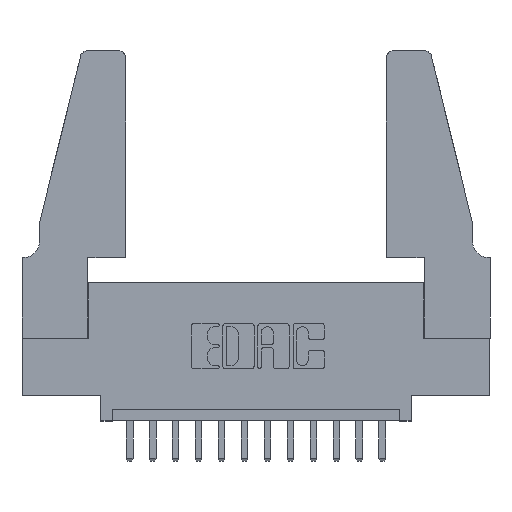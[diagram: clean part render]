
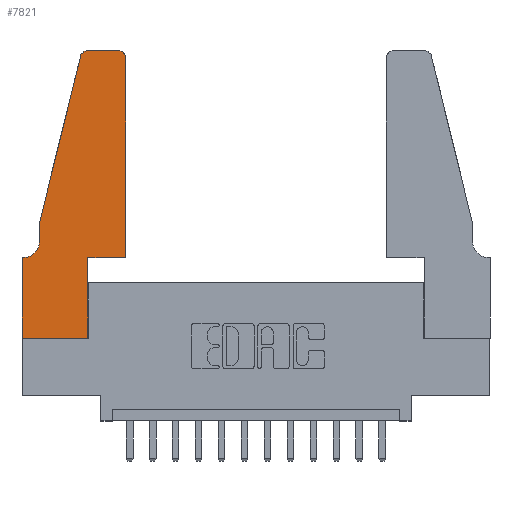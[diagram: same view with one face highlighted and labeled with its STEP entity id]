
A CAD part, top view. The second image highlights one B-rep face of the part: STEP entity #7821.
In plain terms, the highlighted planar face has unit normal (0, 0, 1).
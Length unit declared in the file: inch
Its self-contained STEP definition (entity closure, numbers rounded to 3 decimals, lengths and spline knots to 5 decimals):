
#299 = EDGE_CURVE ( 'NONE', #2090, #2709, #3316, .T. ) ;
#328 = CIRCLE ( 'NONE', #3226, 0.03 ) ;
#658 = EDGE_CURVE ( 'NONE', #14406, #11664, #11544, .T. ) ;
#682 = FACE_OUTER_BOUND ( 'NONE', #5040, .T. ) ;
#766 = VECTOR ( 'NONE', #3393, 39.37008 ) ;
#806 = DIRECTION ( 'NONE',  ( 0., 1., 0. ) ) ;
#884 = CARTESIAN_POINT ( 'NONE',  ( 0.284, 1.22, 0.37 ) ) ;
#1018 = EDGE_CURVE ( 'NONE', #8199, #13021, #11929, .T. ) ;
#1080 = CARTESIAN_POINT ( 'NONE',  ( 0.4505, 0.35, 0.37 ) ) ;
#1208 = VERTEX_POINT ( 'NONE', #10548 ) ;
#1284 = ORIENTED_EDGE ( 'NONE', *, *, #7553, .T. ) ;
#1321 = CARTESIAN_POINT ( 'NONE',  ( 0.284, 1.25, 0.37 ) ) ;
#1499 = DIRECTION ( 'NONE',  ( 0., 0., 1. ) ) ;
#1557 = CARTESIAN_POINT ( 'NONE',  ( 0.4205, 1.22, 0.37 ) ) ;
#1661 = EDGE_CURVE ( 'NONE', #11664, #14740, #15219, .T. ) ;
#1662 = CARTESIAN_POINT ( 'NONE',  ( 0.2865, 0.35, 0.37 ) ) ;
#1930 = ORIENTED_EDGE ( 'NONE', *, *, #7826, .T. ) ;
#2028 = CARTESIAN_POINT ( 'NONE',  ( 0.2865, 0.35, 0.37 ) ) ;
#2090 = VERTEX_POINT ( 'NONE', #1662 ) ;
#2180 = DIRECTION ( 'NONE',  ( 0., 0., 1. ) ) ;
#2246 = VERTEX_POINT ( 'NONE', #1321 ) ;
#2283 = DIRECTION ( 'NONE',  ( 0., -1., 0. ) ) ;
#2516 = CIRCLE ( 'NONE', #4279, 0.03 ) ;
#2630 = EDGE_CURVE ( 'NONE', #5365, #11818, #8924, .T. ) ;
#2645 = DIRECTION ( 'NONE',  ( 1., 0., 0. ) ) ;
#2709 = VERTEX_POINT ( 'NONE', #4733 ) ;
#2712 = CARTESIAN_POINT ( 'NONE',  ( 0., 0., 0.37 ) ) ;
#2768 = DIRECTION ( 'NONE',  ( 1., 0., 0. ) ) ;
#2968 = DIRECTION ( 'NONE',  ( 0., 0., -1. ) ) ;
#3226 = AXIS2_PLACEMENT_3D ( 'NONE', #1557, #9916, #2768 ) ;
#3232 = CARTESIAN_POINT ( 'NONE',  ( 0.25487, 1.22718, 0.37 ) ) ;
#3316 = LINE ( 'NONE', #1080, #6873 ) ;
#3375 = LINE ( 'NONE', #2028, #4289 ) ;
#3393 = DIRECTION ( 'NONE',  ( -1., 0., 0. ) ) ;
#3448 = CARTESIAN_POINT ( 'NONE',  ( 0., 0., 0.37 ) ) ;
#3519 = CARTESIAN_POINT ( 'NONE',  ( 0., 0.35, 0.37 ) ) ;
#3566 = LINE ( 'NONE', #7021, #7863 ) ;
#3664 = ORIENTED_EDGE ( 'NONE', *, *, #299, .T. ) ;
#4279 = AXIS2_PLACEMENT_3D ( 'NONE', #884, #2180, #4419 ) ;
#4289 = VECTOR ( 'NONE', #15294, 39.37008 ) ;
#4419 = DIRECTION ( 'NONE',  ( 1., 0., 0. ) ) ;
#4733 = CARTESIAN_POINT ( 'NONE',  ( 0.4505, 0.35, 0.37 ) ) ;
#4831 = EDGE_CURVE ( 'NONE', #2246, #8199, #2516, .T. ) ;
#5040 = EDGE_LOOP ( 'NONE', ( #6554, #6501, #14661, #1284, #10050, #8898, #10592, #12759, #13120, #3664, #5305, #1930 ) ) ;
#5229 = DIRECTION ( 'NONE',  ( -1., 0., 0. ) ) ;
#5305 = ORIENTED_EDGE ( 'NONE', *, *, #6931, .T. ) ;
#5365 = VERTEX_POINT ( 'NONE', #7426 ) ;
#5405 = VECTOR ( 'NONE', #11952, 39.37008 ) ;
#5518 = DIRECTION ( 'NONE',  ( -1., 0., 0. ) ) ;
#5522 = VECTOR ( 'NONE', #14904, 39.37008 ) ;
#6501 = ORIENTED_EDGE ( 'NONE', *, *, #4831, .T. ) ;
#6554 = ORIENTED_EDGE ( 'NONE', *, *, #15413, .T. ) ;
#6627 = AXIS2_PLACEMENT_3D ( 'NONE', #13566, #1499, #2645 ) ;
#6769 = AXIS2_PLACEMENT_3D ( 'NONE', #8926, #2968, #5229 ) ;
#6873 = VECTOR ( 'NONE', #10488, 39.37008 ) ;
#6931 = EDGE_CURVE ( 'NONE', #2709, #10666, #3566, .T. ) ;
#7021 = CARTESIAN_POINT ( 'NONE',  ( 0.4505, 0.35, 0.37 ) ) ;
#7291 = LINE ( 'NONE', #12940, #5405 ) ;
#7426 = CARTESIAN_POINT ( 'NONE',  ( 0.0755, 0.42, 0.37 ) ) ;
#7440 = CARTESIAN_POINT ( 'NONE',  ( 0., 0., 0.37 ) ) ;
#7553 = EDGE_CURVE ( 'NONE', #13021, #5365, #7291, .T. ) ;
#7821 = ADVANCED_FACE ( 'NONE', ( #682 ), #11136, .T. ) ;
#7826 = EDGE_CURVE ( 'NONE', #10666, #1208, #328, .T. ) ;
#7863 = VECTOR ( 'NONE', #806, 39.37008 ) ;
#8199 = VERTEX_POINT ( 'NONE', #3232 ) ;
#8699 = EDGE_CURVE ( 'NONE', #11818, #14406, #12383, .T. ) ;
#8898 = ORIENTED_EDGE ( 'NONE', *, *, #8699, .T. ) ;
#8924 = CIRCLE ( 'NONE', #6769, 0.07 ) ;
#8926 = CARTESIAN_POINT ( 'NONE',  ( 0.0055, 0.42, 0.37 ) ) ;
#9916 = DIRECTION ( 'NONE',  ( 0., 0., 1. ) ) ;
#10050 = ORIENTED_EDGE ( 'NONE', *, *, #2630, .T. ) ;
#10277 = CARTESIAN_POINT ( 'NONE',  ( 0.0755, 0.35, 0.37 ) ) ;
#10488 = DIRECTION ( 'NONE',  ( 1., 0., 0. ) ) ;
#10548 = CARTESIAN_POINT ( 'NONE',  ( 0.4205, 1.25, 0.37 ) ) ;
#10567 = CARTESIAN_POINT ( 'NONE',  ( 0.2605, 1.25, 0.37 ) ) ;
#10592 = ORIENTED_EDGE ( 'NONE', *, *, #658, .T. ) ;
#10666 = VERTEX_POINT ( 'NONE', #12851 ) ;
#10760 = VECTOR ( 'NONE', #12307, 39.37008 ) ;
#11092 = CARTESIAN_POINT ( 'NONE',  ( 0.0755, 0.5, 0.37 ) ) ;
#11136 = PLANE ( 'NONE',  #6627 ) ;
#11309 = CARTESIAN_POINT ( 'NONE',  ( 0.0755, 0.5, 0.37 ) ) ;
#11544 = LINE ( 'NONE', #3448, #13457 ) ;
#11564 = CARTESIAN_POINT ( 'NONE',  ( 0.2865, 0., 0.37 ) ) ;
#11588 = VECTOR ( 'NONE', #5518, 39.37008 ) ;
#11664 = VERTEX_POINT ( 'NONE', #2712 ) ;
#11818 = VERTEX_POINT ( 'NONE', #11921 ) ;
#11921 = CARTESIAN_POINT ( 'NONE',  ( 0.0055, 0.35, 0.37 ) ) ;
#11929 = LINE ( 'NONE', #11309, #5522 ) ;
#11952 = DIRECTION ( 'NONE',  ( 0., -1., 0. ) ) ;
#12307 = DIRECTION ( 'NONE',  ( 1., 0., 0. ) ) ;
#12383 = LINE ( 'NONE', #10277, #11588 ) ;
#12759 = ORIENTED_EDGE ( 'NONE', *, *, #1661, .T. ) ;
#12851 = CARTESIAN_POINT ( 'NONE',  ( 0.4505, 1.22, 0.37 ) ) ;
#12940 = CARTESIAN_POINT ( 'NONE',  ( 0.0755, 0.5, 0.37 ) ) ;
#13021 = VERTEX_POINT ( 'NONE', #11092 ) ;
#13120 = ORIENTED_EDGE ( 'NONE', *, *, #13574, .T. ) ;
#13457 = VECTOR ( 'NONE', #2283, 39.37008 ) ;
#13566 = CARTESIAN_POINT ( 'NONE',  ( 0., 0.35, 0.37 ) ) ;
#13574 = EDGE_CURVE ( 'NONE', #14740, #2090, #3375, .T. ) ;
#14406 = VERTEX_POINT ( 'NONE', #3519 ) ;
#14661 = ORIENTED_EDGE ( 'NONE', *, *, #1018, .T. ) ;
#14740 = VERTEX_POINT ( 'NONE', #11564 ) ;
#14904 = DIRECTION ( 'NONE',  ( -0.239, -0.971, 0. ) ) ;
#15219 = LINE ( 'NONE', #7440, #10760 ) ;
#15294 = DIRECTION ( 'NONE',  ( 0., 1., 0. ) ) ;
#15393 = LINE ( 'NONE', #10567, #766 ) ;
#15413 = EDGE_CURVE ( 'NONE', #1208, #2246, #15393, .T. ) ;
